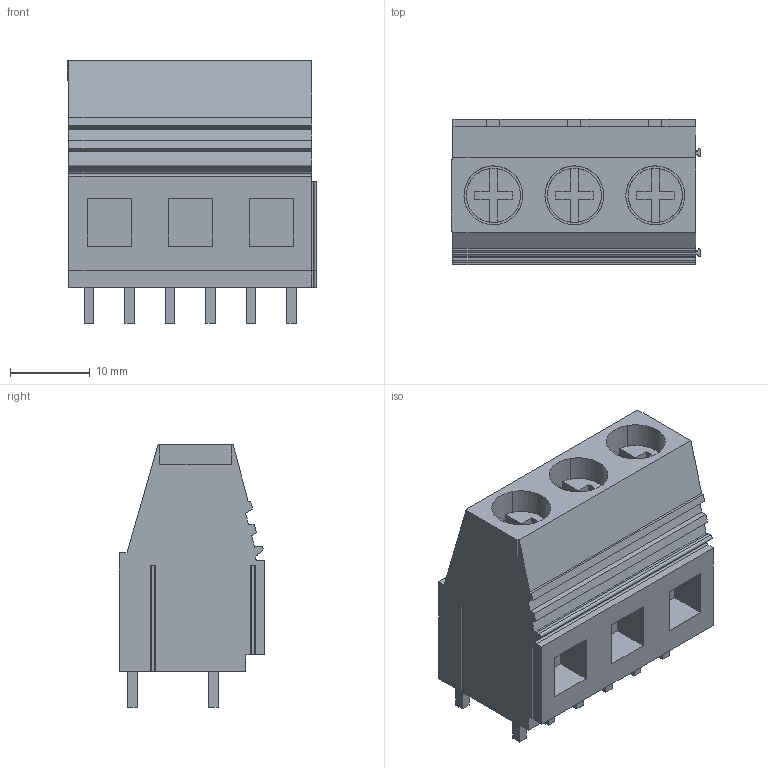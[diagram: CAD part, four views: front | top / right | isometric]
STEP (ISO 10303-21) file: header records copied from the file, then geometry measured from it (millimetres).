
FILE_DESCRIPTION(('CATIA V5 STEP','CAx-IF Rec.Pracs.--- Model Styling and Organization---1.4--- 2014-01-23'),'2;1');
FILE_NAME ('039021-2_1_1636180000_1636180000.stp','2024-01-29T15:06:35+00:00',('none'),('Weidmueller'),'CATIA Version 5-6 Release 2016 SP3 HF44','CATIA V5 STEP AP214','none');
FILE_SCHEMA(('AUTOMOTIVE_DESIGN { 1 0 10303 214 1 1 1 1 }'));
Length unit declared in the file: millimetre
Products named in the file (1): 1636180000
Bounding box: 31.29 x 18.3 x 33 mm (x, y, z)
Volume: 11484.6 mm3; surface area: 6688.9 mm2
Topology: 7 solids, 7 shells, 255 faces, 720 edges, 488 vertices
Faces by surface type: plane 205, cylinder 50
Entity records: 7778 total; most frequent: CARTESIAN_POINT 1462, ORIENTED_EDGE 1440, DIRECTION 1052, EDGE_CURVE 720, VECTOR 602, LINE 602, VERTEX_POINT 488, AXIS2_PLACEMENT_3D 282
